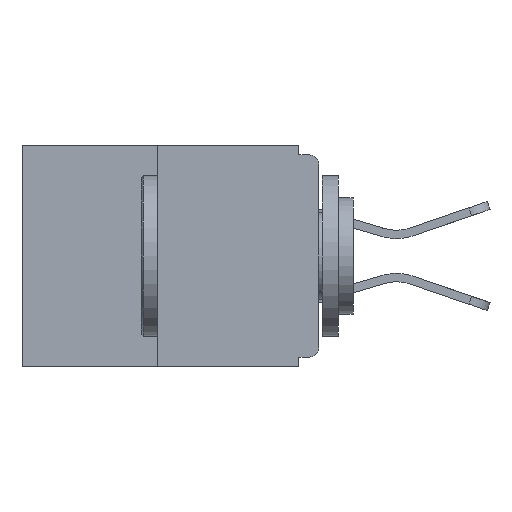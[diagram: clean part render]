
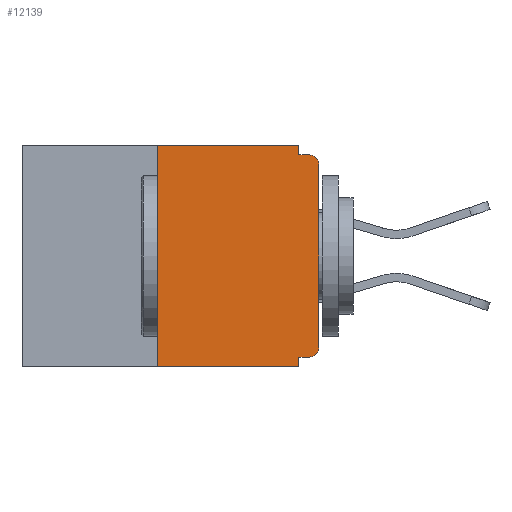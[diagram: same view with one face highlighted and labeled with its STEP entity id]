
A CAD part, left-side view. The second image highlights one B-rep face of the part: STEP entity #12139.
In plain terms, the highlighted planar face has unit normal (-1, 0, 0).
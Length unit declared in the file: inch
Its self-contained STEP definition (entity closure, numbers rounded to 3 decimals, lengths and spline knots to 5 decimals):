
#14 = ORIENTED_EDGE ( 'NONE', *, *, #2697, .F. ) ;
#905 = ORIENTED_EDGE ( 'NONE', *, *, #5358, .T. ) ;
#1055 = VERTEX_POINT ( 'NONE', #14117 ) ;
#1062 = CARTESIAN_POINT ( 'NONE',  ( 0., 0.031, -0.343 ) ) ;
#1214 = DIRECTION ( 'NONE',  ( 0., 0., -1. ) ) ;
#1316 = VERTEX_POINT ( 'NONE', #3152 ) ;
#1536 = CARTESIAN_POINT ( 'NONE',  ( 0., 0.25, 0. ) ) ;
#1554 = CARTESIAN_POINT ( 'NONE',  ( 0., 0., -0.313 ) ) ;
#1634 = CARTESIAN_POINT ( 'NONE',  ( 0., 0.031, 0. ) ) ;
#1714 = CARTESIAN_POINT ( 'NONE',  ( 0., 0.46, 0. ) ) ;
#1810 = LINE ( 'NONE', #1634, #9539 ) ;
#1863 = CIRCLE ( 'NONE', #10080, 0.015 ) ;
#2051 = FACE_OUTER_BOUND ( 'NONE', #15137, .T. ) ;
#2279 = EDGE_CURVE ( 'NONE', #1055, #15256, #9218, .T. ) ;
#2331 = AXIS2_PLACEMENT_3D ( 'NONE', #1714, #12988, #15480 ) ;
#2457 = VECTOR ( 'NONE', #4621, 39.37008 ) ;
#2697 = EDGE_CURVE ( 'NONE', #11799, #3514, #14933, .T. ) ;
#2782 = ORIENTED_EDGE ( 'NONE', *, *, #11940, .T. ) ;
#2806 = DIRECTION ( 'NONE',  ( 0., -1., 0. ) ) ;
#3013 = LINE ( 'NONE', #14671, #7962 ) ;
#3152 = CARTESIAN_POINT ( 'NONE',  ( 0., 0., -0.03 ) ) ;
#3181 = LINE ( 'NONE', #10399, #16415 ) ;
#3428 = CARTESIAN_POINT ( 'NONE',  ( 0., 0.015, -0.015 ) ) ;
#3514 = VERTEX_POINT ( 'NONE', #5392 ) ;
#4145 = EDGE_CURVE ( 'NONE', #12430, #1055, #1810, .T. ) ;
#4621 = DIRECTION ( 'NONE',  ( 0., -1., 0. ) ) ;
#4950 = ORIENTED_EDGE ( 'NONE', *, *, #4145, .F. ) ;
#5101 = ORIENTED_EDGE ( 'NONE', *, *, #12339, .F. ) ;
#5358 = EDGE_CURVE ( 'NONE', #7101, #10000, #6715, .T. ) ;
#5392 = CARTESIAN_POINT ( 'NONE',  ( 0., 0.25, 0. ) ) ;
#5625 = CARTESIAN_POINT ( 'NONE',  ( 0., 0., 0. ) ) ;
#5887 = LINE ( 'NONE', #16037, #12226 ) ;
#5981 = EDGE_CURVE ( 'NONE', #9742, #7450, #5887, .T. ) ;
#6250 = DIRECTION ( 'NONE',  ( -1., 0., 0. ) ) ;
#6625 = LINE ( 'NONE', #13320, #12945 ) ;
#6637 = PLANE ( 'NONE',  #2331 ) ;
#6715 = CIRCLE ( 'NONE', #14780, 0.015 ) ;
#6911 = DIRECTION ( 'NONE',  ( 0., -1., 0. ) ) ;
#7101 = VERTEX_POINT ( 'NONE', #11474 ) ;
#7425 = CARTESIAN_POINT ( 'NONE',  ( 0., 0.015, -0.03 ) ) ;
#7450 = VERTEX_POINT ( 'NONE', #1062 ) ;
#7487 = ORIENTED_EDGE ( 'NONE', *, *, #8737, .T. ) ;
#7546 = VECTOR ( 'NONE', #14437, 39.37008 ) ;
#7838 = CARTESIAN_POINT ( 'NONE',  ( 0., 0.015, -0.313 ) ) ;
#7888 = DIRECTION ( 'NONE',  ( 0., 0., -1. ) ) ;
#7962 = VECTOR ( 'NONE', #12177, 39.37008 ) ;
#8053 = EDGE_CURVE ( 'NONE', #7101, #9742, #3013, .T. ) ;
#8210 = VECTOR ( 'NONE', #11666, 39.37008 ) ;
#8337 = ORIENTED_EDGE ( 'NONE', *, *, #5981, .F. ) ;
#8737 = EDGE_CURVE ( 'NONE', #11799, #7450, #3181, .T. ) ;
#9213 = DIRECTION ( 'NONE',  ( -1., 0., 0. ) ) ;
#9218 = LINE ( 'NONE', #12163, #2457 ) ;
#9539 = VECTOR ( 'NONE', #14029, 39.37008 ) ;
#9742 = VERTEX_POINT ( 'NONE', #14004 ) ;
#10000 = VERTEX_POINT ( 'NONE', #1554 ) ;
#10080 = AXIS2_PLACEMENT_3D ( 'NONE', #7425, #6250, #1214 ) ;
#10399 = CARTESIAN_POINT ( 'NONE',  ( 0., 0.46, -0.343 ) ) ;
#11026 = DIRECTION ( 'NONE',  ( 0., 0., -1. ) ) ;
#11110 = ORIENTED_EDGE ( 'NONE', *, *, #2279, .F. ) ;
#11474 = CARTESIAN_POINT ( 'NONE',  ( 0., 0.015, -0.328 ) ) ;
#11666 = DIRECTION ( 'NONE',  ( 0., 0., 1. ) ) ;
#11799 = VERTEX_POINT ( 'NONE', #13053 ) ;
#11940 = EDGE_CURVE ( 'NONE', #1316, #15256, #1863, .T. ) ;
#12098 = ORIENTED_EDGE ( 'NONE', *, *, #15174, .T. ) ;
#12139 = ADVANCED_FACE ( 'NONE', ( #2051 ), #6637, .F. ) ;
#12163 = CARTESIAN_POINT ( 'NONE',  ( 0., 0., -0.015 ) ) ;
#12177 = DIRECTION ( 'NONE',  ( 0., 1., 0. ) ) ;
#12204 = CARTESIAN_POINT ( 'NONE',  ( 0., 0.031, 0. ) ) ;
#12226 = VECTOR ( 'NONE', #11026, 39.37008 ) ;
#12339 = EDGE_CURVE ( 'NONE', #3514, #12430, #6625, .T. ) ;
#12430 = VERTEX_POINT ( 'NONE', #12204 ) ;
#12945 = VECTOR ( 'NONE', #6911, 39.37008 ) ;
#12988 = DIRECTION ( 'NONE',  ( 1., 0., 0. ) ) ;
#13053 = CARTESIAN_POINT ( 'NONE',  ( 0., 0.25, -0.343 ) ) ;
#13058 = LINE ( 'NONE', #5625, #7546 ) ;
#13320 = CARTESIAN_POINT ( 'NONE',  ( 0., 0.46, 0. ) ) ;
#13675 = ORIENTED_EDGE ( 'NONE', *, *, #8053, .F. ) ;
#14004 = CARTESIAN_POINT ( 'NONE',  ( 0., 0.031, -0.328 ) ) ;
#14029 = DIRECTION ( 'NONE',  ( 0., 0., -1. ) ) ;
#14117 = CARTESIAN_POINT ( 'NONE',  ( 0., 0.031, -0.015 ) ) ;
#14437 = DIRECTION ( 'NONE',  ( 0., 0., 1. ) ) ;
#14671 = CARTESIAN_POINT ( 'NONE',  ( 0., 0., -0.328 ) ) ;
#14780 = AXIS2_PLACEMENT_3D ( 'NONE', #7838, #9213, #7888 ) ;
#14933 = LINE ( 'NONE', #1536, #8210 ) ;
#15137 = EDGE_LOOP ( 'NONE', ( #5101, #14, #7487, #8337, #13675, #905, #12098, #2782, #11110, #4950 ) ) ;
#15174 = EDGE_CURVE ( 'NONE', #10000, #1316, #13058, .T. ) ;
#15256 = VERTEX_POINT ( 'NONE', #3428 ) ;
#15480 = DIRECTION ( 'NONE',  ( 0., 0., -1. ) ) ;
#16037 = CARTESIAN_POINT ( 'NONE',  ( 0., 0.031, -0.343 ) ) ;
#16415 = VECTOR ( 'NONE', #2806, 39.37008 ) ;
